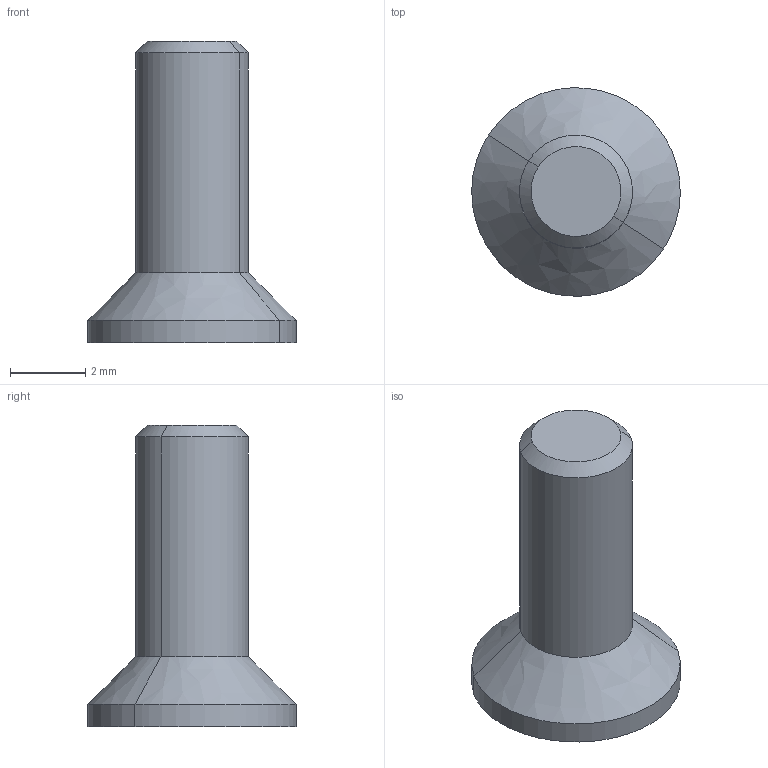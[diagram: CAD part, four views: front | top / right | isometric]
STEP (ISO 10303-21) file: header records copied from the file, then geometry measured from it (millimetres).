
FILE_DESCRIPTION(('FreeCAD Model'),'2;1');
FILE_NAME('DIN 7991 - M3 x 009.stp','2016-01-27T22:40:56',('FreeCAD'),('FreeCAD'), 'Open CASCADE STEP processor 6.8','FreeCAD','Unknown');
FILE_SCHEMA(('AUTOMOTIVE_DESIGN_CC2 { 1 2 10303 214 -1 1 5 4 }'));
Length unit declared in the file: millimetre
Products named in the file (1): Open CASCADE STEP translator 6.8 127
Bounding box: 5.54 x 5.54 x 8 mm (x, y, z)
Volume: 71.3 mm3; surface area: 130.4 mm2
Topology: 1 solids, 1 shells, 18 faces, 42 edges, 25 vertices
Faces by surface type: bspline 10, plane 8
Entity records: 1984 total; most frequent: CARTESIAN_POINT 1444, B_SPLINE_CURVE_WITH_KNOTS 90, ORIENTED_EDGE 80, PCURVE 80, DEFINITIONAL_REPRESENTATION 80, EDGE_CURVE 40, SURFACE_CURVE 40, VERTEX_POINT 25
